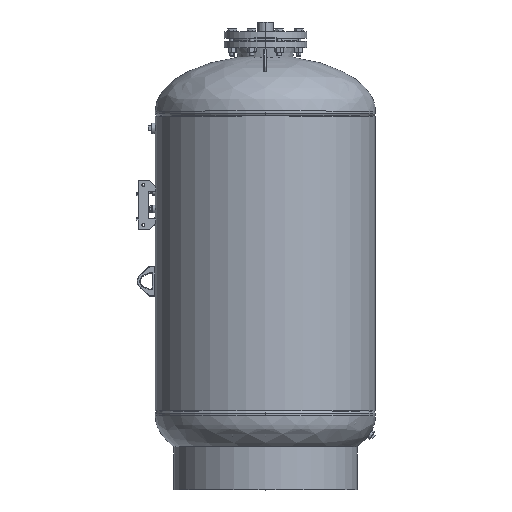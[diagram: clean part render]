
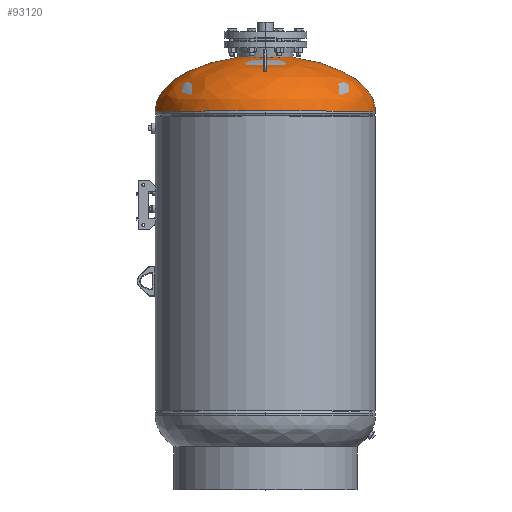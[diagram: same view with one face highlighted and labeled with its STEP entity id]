
A CAD part, top view. The second image highlights one B-rep face of the part: STEP entity #93120.
In plain terms, the highlighted free-form (B-spline) face has degree [3, 3] with [4, 4] control points.
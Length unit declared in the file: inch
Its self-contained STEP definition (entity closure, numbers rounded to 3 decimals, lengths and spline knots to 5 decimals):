
#1613 = EDGE_LOOP ( 'NONE', ( #75002, #63555, #36062, #33123, #87624 ) ) ;
#4296 = DIRECTION ( 'NONE',  ( 0., 0., -1. ) ) ;
#8156 = DIRECTION ( 'NONE',  ( 0., -1., 0. ) ) ;
#8892 = EDGE_CURVE ( 'NONE', #45136, #10255, #40239, .T. ) ;
#9593 =( BOUNDED_CURVE ( )  B_SPLINE_CURVE ( 3, ( #38807, #57372, #14539, #13429 ),
 .UNSPECIFIED., .F., .F. ) 
 B_SPLINE_CURVE_WITH_KNOTS ( ( 4, 4 ),
 ( 4.96452, 6.28319 ),
 .UNSPECIFIED. ) 
 CURVE ( )  GEOMETRIC_REPRESENTATION_ITEM ( )  RATIONAL_B_SPLINE_CURVE ( ( 1., 0.86, 0.86, 1. ) ) 
 REPRESENTATION_ITEM ( '' )  );
#10255 = VERTEX_POINT ( 'NONE', #60721 ) ;
#13429 = CARTESIAN_POINT ( 'NONE',  ( 18., 0.822, 0. ) ) ;
#14539 = CARTESIAN_POINT ( 'NONE',  ( 18., 5.13631, 0. ) ) ;
#15754 = CARTESIAN_POINT ( 'NONE',  ( 4.49049, 9.62266, 8.98099 ) ) ;
#16291 = FACE_OUTER_BOUND ( 'NONE', #1613, .T. ) ;
#19347 = EDGE_CURVE ( 'NONE', #45136, #23134, #99953, .T. ) ;
#23134 = VERTEX_POINT ( 'NONE', #51003 ) ;
#24795 = CARTESIAN_POINT ( 'NONE',  ( 18., 5.13631, 0. ) ) ;
#25335 = CARTESIAN_POINT ( 'NONE',  ( 18., 5.13631, 36. ) ) ;
#25891 = CARTESIAN_POINT ( 'NONE',  ( 12.76539, 8.54636, 25.53078 ) ) ;
#27455 = EDGE_CURVE ( 'NONE', #43378, #28981, #66027, .T. ) ;
#28981 = VERTEX_POINT ( 'NONE', #53006 ) ;
#30658 = CARTESIAN_POINT ( 'NONE',  ( 0., 0.822, 0. ) ) ;
#33123 = ORIENTED_EDGE ( 'NONE', *, *, #27455, .F. ) ;
#34326 = CARTESIAN_POINT ( 'NONE',  ( -18., 0.822, 0. ) ) ;
#36062 = ORIENTED_EDGE ( 'NONE', *, *, #36211, .F. ) ;
#36211 = EDGE_CURVE ( 'NONE', #28981, #10255, #82393, .T. ) ;
#38807 = CARTESIAN_POINT ( 'NONE',  ( 4.49049, 9.62266, 0. ) ) ;
#40239 =( BOUNDED_CURVE ( )  B_SPLINE_CURVE ( 3, ( #99765, #108228, #64714, #54039 ),
 .UNSPECIFIED., .F., .T. ) 
 B_SPLINE_CURVE_WITH_KNOTS ( ( 4, 4 ),
 ( 4.96452, 6.28319 ),
 .UNSPECIFIED. ) 
 CURVE ( )  GEOMETRIC_REPRESENTATION_ITEM ( )  RATIONAL_B_SPLINE_CURVE ( ( 1., 0.86, 0.86, 1. ) ) 
 REPRESENTATION_ITEM ( '' )  );
#40562 =( BOUNDED_SURFACE ( )  B_SPLINE_SURFACE ( 3, 3, ( 
 ( #50131, #15754, #83430, #103166 ),
 ( #41139, #25891, #58038, #111629 ),
 ( #24795, #25335, #66481, #92477 ),
 ( #60244, #75513, #41682, #34326 ) ),
 .UNSPECIFIED., .F., .F., .F. ) 
 B_SPLINE_SURFACE_WITH_KNOTS ( ( 4, 4 ),
 ( 4, 4 ),
 ( 0., 1. ),
 ( 0., 1. ),
 .UNSPECIFIED. ) 
 GEOMETRIC_REPRESENTATION_ITEM ( )  RATIONAL_B_SPLINE_SURFACE ( (
 ( 1., 0.333, 0.333, 1.),
 ( 0.86, 0.287, 0.287, 0.86),
 ( 0.86, 0.287, 0.287, 0.86),
 ( 1., 0.333, 0.333, 1.) ) ) 
 REPRESENTATION_ITEM ( '' )  SURFACE ( )  );
#41139 = CARTESIAN_POINT ( 'NONE',  ( 12.76539, 8.54636, 0. ) ) ;
#41682 = CARTESIAN_POINT ( 'NONE',  ( -18., 0.822, 36. ) ) ;
#43378 = VERTEX_POINT ( 'NONE', #82681 ) ;
#45136 = VERTEX_POINT ( 'NONE', #80421 ) ;
#48131 = DIRECTION ( 'NONE',  ( 0., 0., -1. ) ) ;
#49891 = DIRECTION ( 'NONE',  ( 0., 0., -1. ) ) ;
#50131 = CARTESIAN_POINT ( 'NONE',  ( 4.49049, 9.62266, 0. ) ) ;
#51003 = CARTESIAN_POINT ( 'NONE',  ( 4.49049, 9.62266, 0. ) ) ;
#53006 = CARTESIAN_POINT ( 'NONE',  ( 0., 0.822, 18. ) ) ;
#54039 = CARTESIAN_POINT ( 'NONE',  ( -18., 0.822, 0. ) ) ;
#57372 = CARTESIAN_POINT ( 'NONE',  ( 12.76539, 8.54636, 0. ) ) ;
#58038 = CARTESIAN_POINT ( 'NONE',  ( -12.76539, 8.54636, 25.53078 ) ) ;
#58852 = AXIS2_PLACEMENT_3D ( 'NONE', #30658, #101174, #48131 ) ;
#60244 = CARTESIAN_POINT ( 'NONE',  ( 18., 0.822, 0. ) ) ;
#60721 = CARTESIAN_POINT ( 'NONE',  ( -18., 0.822, 0. ) ) ;
#63555 = ORIENTED_EDGE ( 'NONE', *, *, #8892, .T. ) ;
#64714 = CARTESIAN_POINT ( 'NONE',  ( -18., 5.13631, 0. ) ) ;
#66027 = CIRCLE ( 'NONE', #58852, 18. ) ;
#66481 = CARTESIAN_POINT ( 'NONE',  ( -18., 5.13631, 36. ) ) ;
#72494 = CARTESIAN_POINT ( 'NONE',  ( 0., 9.62266, 0. ) ) ;
#75002 = ORIENTED_EDGE ( 'NONE', *, *, #19347, .F. ) ;
#75513 = CARTESIAN_POINT ( 'NONE',  ( 18., 0.822, 36. ) ) ;
#78018 = AXIS2_PLACEMENT_3D ( 'NONE', #72494, #81522, #4296 ) ;
#80421 = CARTESIAN_POINT ( 'NONE',  ( -4.49049, 9.62266, 0. ) ) ;
#81522 = DIRECTION ( 'NONE',  ( 0., 1., 0. ) ) ;
#82393 = CIRCLE ( 'NONE', #109523, 18. ) ;
#82681 = CARTESIAN_POINT ( 'NONE',  ( 18., 0.822, 0. ) ) ;
#83430 = CARTESIAN_POINT ( 'NONE',  ( -4.49049, 9.62266, 8.98099 ) ) ;
#87624 = ORIENTED_EDGE ( 'NONE', *, *, #94388, .F. ) ;
#92477 = CARTESIAN_POINT ( 'NONE',  ( -18., 5.13631, 0. ) ) ;
#93120 = ADVANCED_FACE ( 'NONE', ( #16291 ), #40562, .F. ) ;
#94388 = EDGE_CURVE ( 'NONE', #23134, #43378, #9593, .T. ) ;
#99765 = CARTESIAN_POINT ( 'NONE',  ( -4.49049, 9.62266, 0. ) ) ;
#99953 = CIRCLE ( 'NONE', #78018, 4.49049 ) ;
#101174 = DIRECTION ( 'NONE',  ( 0., -1., 0. ) ) ;
#103166 = CARTESIAN_POINT ( 'NONE',  ( -4.49049, 9.62266, 0. ) ) ;
#108228 = CARTESIAN_POINT ( 'NONE',  ( -12.76539, 8.54636, 0. ) ) ;
#109523 = AXIS2_PLACEMENT_3D ( 'NONE', #110288, #8156, #49891 ) ;
#110288 = CARTESIAN_POINT ( 'NONE',  ( 0., 0.822, 0. ) ) ;
#111629 = CARTESIAN_POINT ( 'NONE',  ( -12.76539, 8.54636, 0. ) ) ;
